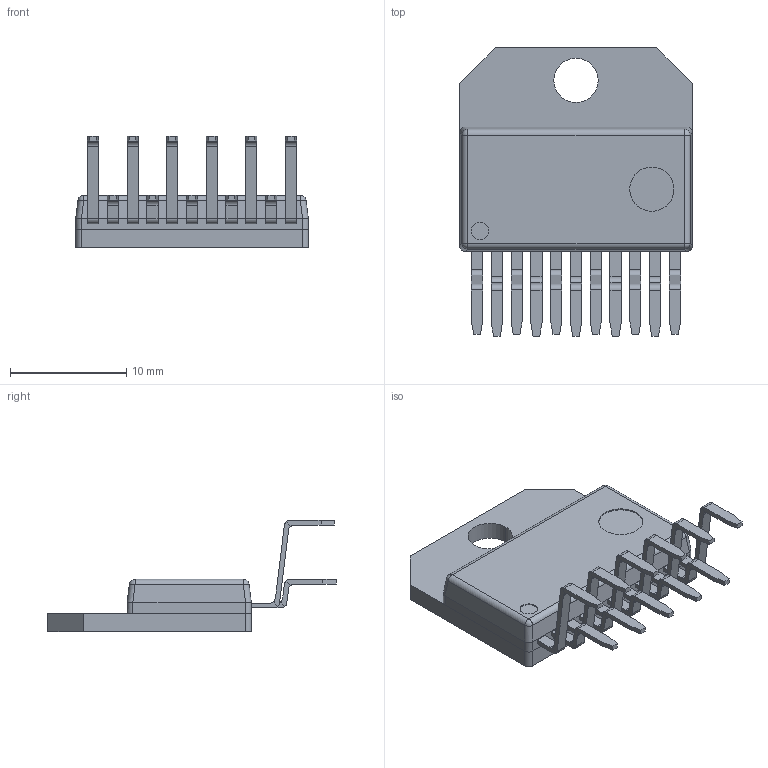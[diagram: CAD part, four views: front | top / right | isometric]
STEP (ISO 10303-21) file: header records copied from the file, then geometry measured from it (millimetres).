
FILE_DESCRIPTION (( 'STEP AP214' ), '1' );
FILE_NAME ('LM2984.STEP', '2024-08-01T14:30:11', ( '' ), ( '' ), 'SwSTEP 2.0', 'SolidWorks 2020', '' );
FILE_SCHEMA (( 'AUTOMOTIVE_DESIGN' ));
Length unit declared in the file: millimetre
Products named in the file (1): LM2984
Bounding box: 20.01 x 24.79 x 9.58 mm (x, y, z)
Volume: 1169.8 mm3; surface area: 1701.9 mm2
Topology: 2 solids, 2 shells, 253 faces, 696 edges, 460 vertices
Faces by surface type: plane 185, cylinder 64, sphere 4
Entity records: 10892 total; most frequent: CARTESIAN_POINT 1446, DIRECTION 1400, ORIENTED_EDGE 1392, EDGE_CURVE 696, LINE 476, VECTOR 476, AXIS2_PLACEMENT_3D 462, VERTEX_POINT 460
